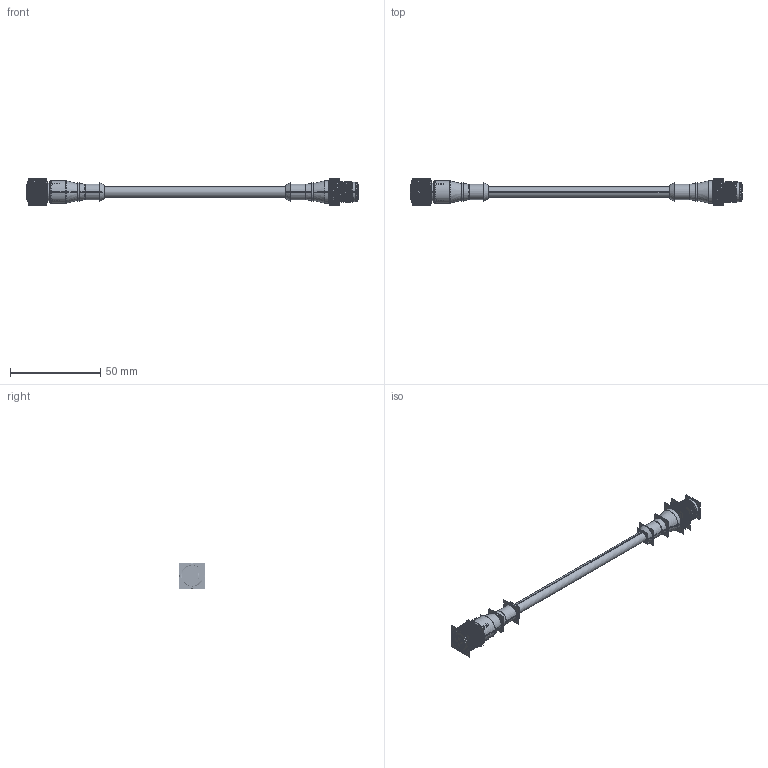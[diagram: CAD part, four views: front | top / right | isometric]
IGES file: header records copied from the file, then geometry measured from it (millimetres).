
Start section:  PTC IGES file: 216705.igs
Global section: file name: 216705.igs; native system: Creo Parametric by PTC Inc.; preprocessor: 2019292; author: PDMAdmin; organization: Unknown; date: 20200303.134437; units: millimetre
Bounding box: 183.86 x 14.56 x 14.56 mm (x, y, z)
Volume: 9107.9 mm3; surface area: 389476.8 mm2
Topology: 18 solids, 90 shells, 12204 faces, 54050 edges, 64352 vertices
Faces by surface type: bspline 9134, revolution 3070
